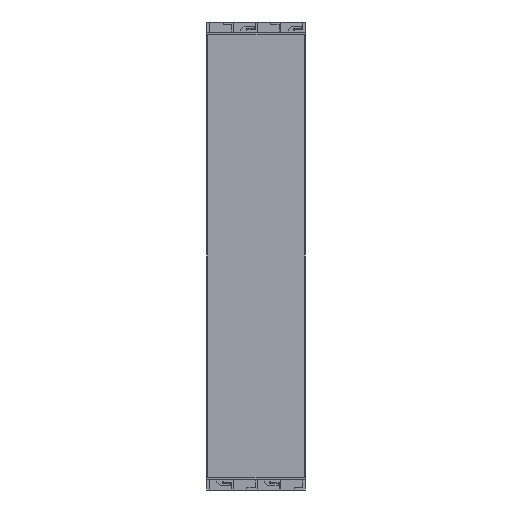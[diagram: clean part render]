
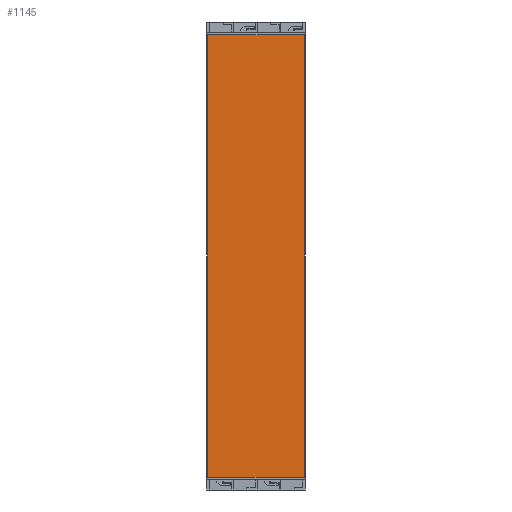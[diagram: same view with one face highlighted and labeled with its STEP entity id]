
A CAD part, left-side view. The second image highlights one B-rep face of the part: STEP entity #1145.
In plain terms, the highlighted face is planar.
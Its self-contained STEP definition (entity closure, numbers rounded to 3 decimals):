
#479 = ORIENTED_EDGE ( 'NONE', *, *, #10633, .F. ) ;
#541 = VERTEX_POINT ( 'NONE', #14878 ) ;
#1145 = ADVANCED_FACE ( 'NONE', ( #13061 ), #2124, .F. ) ;
#1397 = VECTOR ( 'NONE', #14974, 1000. ) ;
#1592 = LINE ( 'NONE', #11340, #9608 ) ;
#2124 = PLANE ( 'NONE',  #11365 ) ;
#2821 = LINE ( 'NONE', #5378, #1397 ) ;
#3327 = DIRECTION ( 'NONE',  ( 0., 1., 0. ) ) ;
#4324 = EDGE_CURVE ( 'NONE', #541, #15254, #14876, .T. ) ;
#4880 = DIRECTION ( 'NONE',  ( 0., -1., 0. ) ) ;
#5027 = LINE ( 'NONE', #9639, #8232 ) ;
#5378 = CARTESIAN_POINT ( 'NONE',  ( 130.5, 0., 3. ) ) ;
#5639 = DIRECTION ( 'NONE',  ( 0., 0., -1. ) ) ;
#5777 = ORIENTED_EDGE ( 'NONE', *, *, #11424, .F. ) ;
#6479 = EDGE_CURVE ( 'NONE', #15254, #9820, #1592, .T. ) ;
#6754 = CARTESIAN_POINT ( 'NONE',  ( 130.5, 0., 3. ) ) ;
#7628 = ORIENTED_EDGE ( 'NONE', *, *, #6479, .T. ) ;
#7730 = VECTOR ( 'NONE', #15770, 1000. ) ;
#8232 = VECTOR ( 'NONE', #14515, 1000. ) ;
#9608 = VECTOR ( 'NONE', #4880, 1000. ) ;
#9639 = CARTESIAN_POINT ( 'NONE',  ( 130.5, -58., 3. ) ) ;
#9820 = VERTEX_POINT ( 'NONE', #12609 ) ;
#10633 = EDGE_CURVE ( 'NONE', #541, #12286, #2821, .T. ) ;
#10892 = CARTESIAN_POINT ( 'NONE',  ( 130.5, 0., 3. ) ) ;
#11207 = CARTESIAN_POINT ( 'NONE',  ( 130.5, -58., 3. ) ) ;
#11340 = CARTESIAN_POINT ( 'NONE',  ( -130.5, 0., 3. ) ) ;
#11365 = AXIS2_PLACEMENT_3D ( 'NONE', #6754, #5639, #3327 ) ;
#11424 = EDGE_CURVE ( 'NONE', #12286, #9820, #5027, .T. ) ;
#12281 = EDGE_LOOP ( 'NONE', ( #7628, #5777, #479, #14635 ) ) ;
#12286 = VERTEX_POINT ( 'NONE', #11207 ) ;
#12609 = CARTESIAN_POINT ( 'NONE',  ( -130.5, -58., 3. ) ) ;
#13061 = FACE_OUTER_BOUND ( 'NONE', #12281, .T. ) ;
#14515 = DIRECTION ( 'NONE',  ( -1., 0., 0. ) ) ;
#14635 = ORIENTED_EDGE ( 'NONE', *, *, #4324, .T. ) ;
#14876 = LINE ( 'NONE', #10892, #7730 ) ;
#14878 = CARTESIAN_POINT ( 'NONE',  ( 130.5, 0., 3. ) ) ;
#14974 = DIRECTION ( 'NONE',  ( 0., -1., 0. ) ) ;
#15221 = CARTESIAN_POINT ( 'NONE',  ( -130.5, 0., 3. ) ) ;
#15254 = VERTEX_POINT ( 'NONE', #15221 ) ;
#15770 = DIRECTION ( 'NONE',  ( -1., 0., 0. ) ) ;
